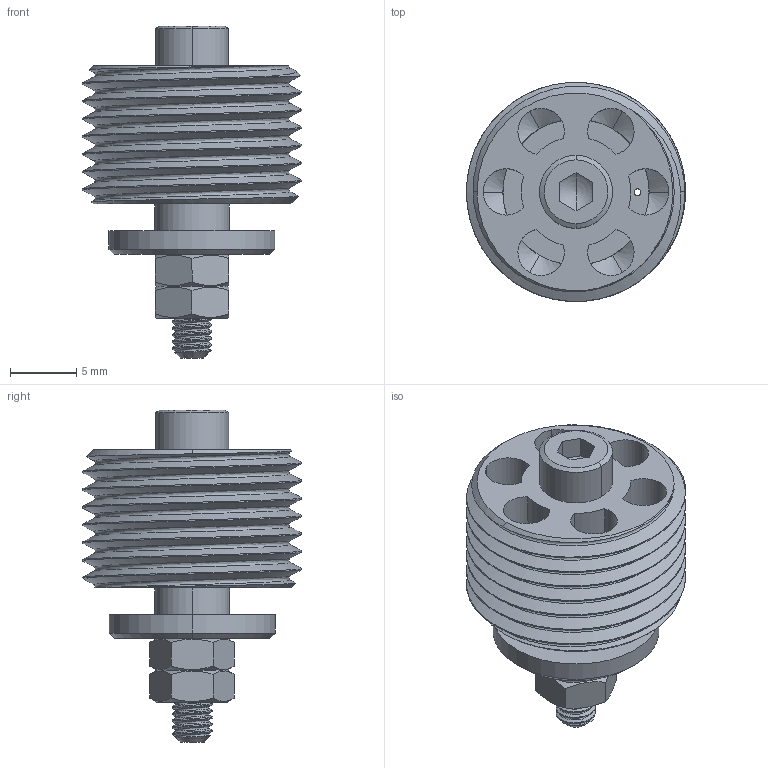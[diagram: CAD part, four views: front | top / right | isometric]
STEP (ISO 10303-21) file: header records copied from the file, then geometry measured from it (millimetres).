
FILE_DESCRIPTION (( 'STEP AP203' ), '1' );
FILE_NAME ('HBG0320.STEP', '2016-05-27T06:25:31', ( '' ), ( '' ), 'SwSTEP 2.0', 'SolidWorks 2012', '' );
FILE_SCHEMA (( 'CONFIG_CONTROL_DESIGN' ));
Length unit declared in the file: millimetre
Products named in the file (1): HBG0320
Bounding box: 16.5 x 16.49 x 25 mm (x, y, z)
Volume: 1817.9 mm3; surface area: 2366.3 mm2
Topology: 1 solids, 1 shells, 142 faces, 402 edges, 262 vertices
Faces by surface type: cylinder 56, cone 39, plane 39, bspline 6, torus 2
Entity records: 11050 total; most frequent: CARTESIAN_POINT 7481, ORIENTED_EDGE 800, DIRECTION 677, EDGE_CURVE 400, AXIS2_PLACEMENT_3D 269, VERTEX_POINT 262, EDGE_LOOP 158, ADVANCED_FACE 142
